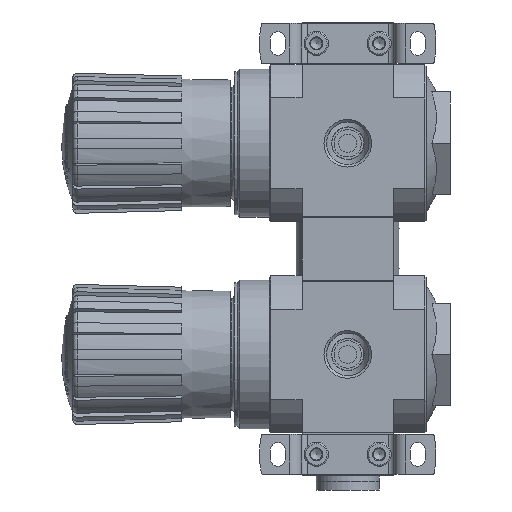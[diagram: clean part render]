
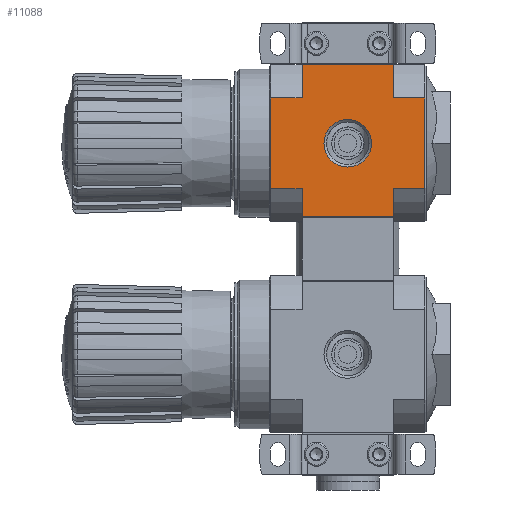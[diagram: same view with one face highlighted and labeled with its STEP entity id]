
A CAD part, left-side view. The second image highlights one B-rep face of the part: STEP entity #11088.
In plain terms, the highlighted face is planar.
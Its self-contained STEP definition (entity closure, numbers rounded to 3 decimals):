
#327=LINE('',#15784,#951);
#443=LINE('',#17078,#1067);
#459=LINE('',#17140,#1083);
#460=LINE('',#17143,#1084);
#461=LINE('',#17145,#1085);
#462=LINE('',#17147,#1086);
#463=LINE('',#17148,#1087);
#464=LINE('',#17150,#1088);
#465=LINE('',#17152,#1089);
#466=LINE('',#17154,#1090);
#467=LINE('',#17156,#1091);
#468=LINE('',#17157,#1092);
#951=VECTOR('',#12797,1000.);
#1067=VECTOR('',#13439,1000.);
#1083=VECTOR('',#13477,1000.);
#1084=VECTOR('',#13478,1000.);
#1085=VECTOR('',#13479,1000.);
#1086=VECTOR('',#13480,1000.);
#1087=VECTOR('',#13481,1000.);
#1088=VECTOR('',#13482,1000.);
#1089=VECTOR('',#13483,1000.);
#1090=VECTOR('',#13484,1000.);
#1091=VECTOR('',#13485,1000.);
#1092=VECTOR('',#13486,1000.);
#1656=PLANE('',#11903);
#2723=ORIENTED_EDGE('',*,*,#5271,.T.);
#2724=ORIENTED_EDGE('',*,*,#5272,.T.);
#2725=ORIENTED_EDGE('',*,*,#5273,.F.);
#2726=ORIENTED_EDGE('',*,*,#5274,.T.);
#2727=ORIENTED_EDGE('',*,*,#5275,.F.);
#2728=ORIENTED_EDGE('',*,*,#4836,.F.);
#2729=ORIENTED_EDGE('',*,*,#5276,.T.);
#2730=ORIENTED_EDGE('',*,*,#5277,.F.);
#2731=ORIENTED_EDGE('',*,*,#5278,.T.);
#2732=ORIENTED_EDGE('',*,*,#5279,.F.);
#2733=ORIENTED_EDGE('',*,*,#5280,.T.);
#2734=ORIENTED_EDGE('',*,*,#5246,.F.);
#2735=ORIENTED_EDGE('',*,*,#5281,.F.);
#4836=EDGE_CURVE('',#6202,#6203,#327,.T.);
#5246=EDGE_CURVE('',#6499,#6500,#443,.T.);
#5271=EDGE_CURVE('',#6518,#6518,#7302,.T.);
#5272=EDGE_CURVE('',#6519,#6520,#459,.F.);
#5273=EDGE_CURVE('',#6521,#6520,#460,.T.);
#5274=EDGE_CURVE('',#6521,#6522,#461,.T.);
#5275=EDGE_CURVE('',#6203,#6522,#462,.T.);
#5276=EDGE_CURVE('',#6202,#6523,#463,.T.);
#5277=EDGE_CURVE('',#6524,#6523,#464,.T.);
#5278=EDGE_CURVE('',#6524,#6525,#465,.T.);
#5279=EDGE_CURVE('',#6526,#6525,#466,.F.);
#5280=EDGE_CURVE('',#6526,#6500,#467,.T.);
#5281=EDGE_CURVE('',#6519,#6499,#468,.T.);
#6202=VERTEX_POINT('',#15783);
#6203=VERTEX_POINT('',#15785);
#6499=VERTEX_POINT('',#17077);
#6500=VERTEX_POINT('',#17079);
#6518=VERTEX_POINT('',#17139);
#6519=VERTEX_POINT('',#17141);
#6520=VERTEX_POINT('',#17142);
#6521=VERTEX_POINT('',#17144);
#6522=VERTEX_POINT('',#17146);
#6523=VERTEX_POINT('',#17149);
#6524=VERTEX_POINT('',#17151);
#6525=VERTEX_POINT('',#17153);
#6526=VERTEX_POINT('',#17155);
#7302=CIRCLE('',#11904,8.331);
#7783=EDGE_LOOP('',(#2723));
#7784=EDGE_LOOP('',(#2724,#2725,#2726,#2727,#2728,#2729,#2730,#2731,#2732,
#2733,#2734,#2735));
#8556=FACE_BOUND('',#7783,.T.);
#8557=FACE_BOUND('',#7784,.T.);
#11088=ADVANCED_FACE('',(#8556,#8557),#1656,.F.);
#11903=AXIS2_PLACEMENT_3D('',#17137,#13473,#13474);
#11904=AXIS2_PLACEMENT_3D('',#17138,#13475,#13476);
#12797=DIRECTION('',(0.,1.,0.));
#13439=DIRECTION('',(0.,-1.,0.));
#13473=DIRECTION('',(0.,0.,1.));
#13474=DIRECTION('',(1.,0.,0.));
#13475=DIRECTION('',(0.,0.,1.));
#13476=DIRECTION('',(1.,0.,0.));
#13477=DIRECTION('',(0.,-1.,0.));
#13478=DIRECTION('',(-1.,0.,0.));
#13479=DIRECTION('',(0.,-1.,0.));
#13480=DIRECTION('',(-1.,0.,0.));
#13481=DIRECTION('',(-1.,0.,0.));
#13482=DIRECTION('',(0.,1.,0.));
#13483=DIRECTION('',(-1.,0.,0.));
#13484=DIRECTION('',(0.,1.,0.));
#13485=DIRECTION('',(-1.,0.,0.));
#13486=DIRECTION('',(-1.,0.,0.));
#15783=CARTESIAN_POINT('',(27.5,-16.,-27.5));
#15784=CARTESIAN_POINT('',(27.5,-27.,-27.5));
#15785=CARTESIAN_POINT('',(27.5,16.,-27.5));
#17077=CARTESIAN_POINT('',(-27.5,16.,-27.5));
#17078=CARTESIAN_POINT('',(-27.5,27.,-27.5));
#17079=CARTESIAN_POINT('',(-27.5,-16.,-27.5));
#17137=CARTESIAN_POINT('',(0.,0.,-27.5));
#17138=CARTESIAN_POINT('',(0.,0.,-27.5));
#17139=CARTESIAN_POINT('',(8.331,0.,-27.5));
#17140=CARTESIAN_POINT('',(-15.869,31.,-27.5));
#17141=CARTESIAN_POINT('',(-15.869,16.,-27.5));
#17142=CARTESIAN_POINT('',(-15.869,27.,-27.5));
#17143=CARTESIAN_POINT('',(27.5,27.,-27.5));
#17144=CARTESIAN_POINT('',(15.869,27.,-27.5));
#17145=CARTESIAN_POINT('',(15.869,31.,-27.5));
#17146=CARTESIAN_POINT('',(15.869,16.,-27.5));
#17147=CARTESIAN_POINT('',(0.,16.,-27.5));
#17148=CARTESIAN_POINT('',(0.,-16.,-27.5));
#17149=CARTESIAN_POINT('',(15.869,-16.,-27.5));
#17150=CARTESIAN_POINT('',(15.869,-31.,-27.5));
#17151=CARTESIAN_POINT('',(15.869,-27.,-27.5));
#17152=CARTESIAN_POINT('',(27.5,-27.,-27.5));
#17153=CARTESIAN_POINT('',(-15.869,-27.,-27.5));
#17154=CARTESIAN_POINT('',(-15.869,-31.,-27.5));
#17155=CARTESIAN_POINT('',(-15.869,-16.,-27.5));
#17156=CARTESIAN_POINT('',(0.,-16.,-27.5));
#17157=CARTESIAN_POINT('',(0.,16.,-27.5));
